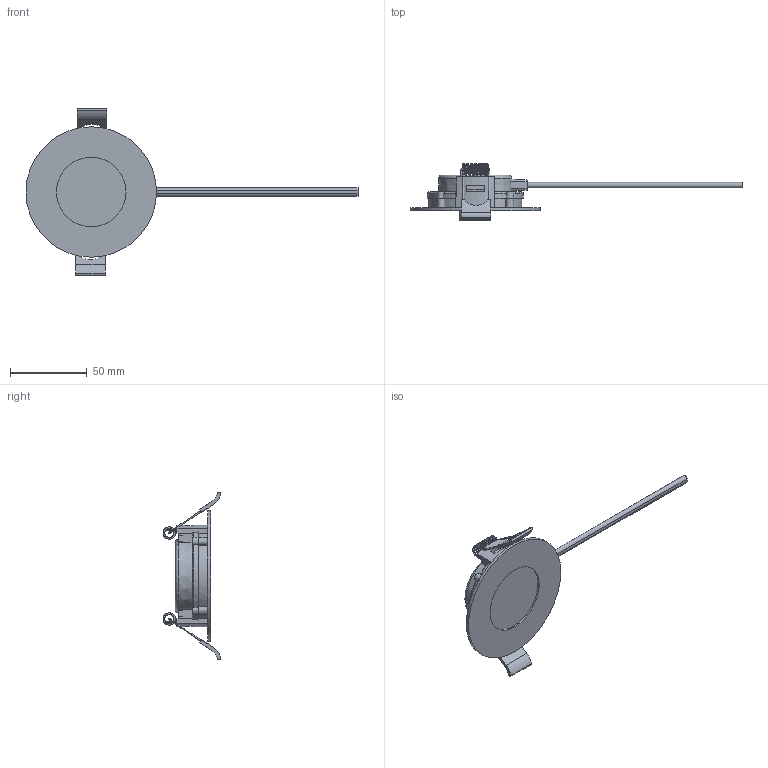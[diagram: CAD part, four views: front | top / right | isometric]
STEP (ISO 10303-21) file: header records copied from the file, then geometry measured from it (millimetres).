
FILE_DESCRIPTION (( 'STEP AP214' ), '1' );
FILE_NAME ('SUNatHOME Downlight Slim 85 TW.STEP', '2021-08-19T07:02:11', ( '' ), ( '' ), 'SwSTEP 2.0', 'SolidWorks 2020', '' );
FILE_SCHEMA (( 'AUTOMOTIVE_DESIGN' ));
Length unit declared in the file: millimetre
Products named in the file (1): SUNatHOME Downlight Slim 85 TW
Bounding box: 216.23 x 37.56 x 108.88 mm (x, y, z)
Volume: 49560.4 mm3; surface area: 32176.3 mm2
Topology: 5 solids, 5 shells, 256 faces, 649 edges, 414 vertices
Faces by surface type: plane 103, cylinder 78, torus 41, cone 26, bspline 8
Full cylindrical faces by diameter (mm): 45.3 x1, 85 x1
Entity records: 14325 total; most frequent: CARTESIAN_POINT 5318, DIRECTION 1310, ORIENTED_EDGE 1272, EDGE_CURVE 636, AXIS2_PLACEMENT_3D 535, VERTEX_POINT 408, CIRCLE 286, EDGE_LOOP 278
